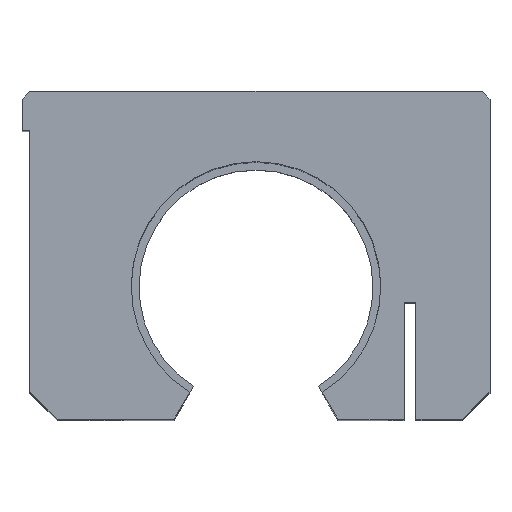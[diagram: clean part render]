
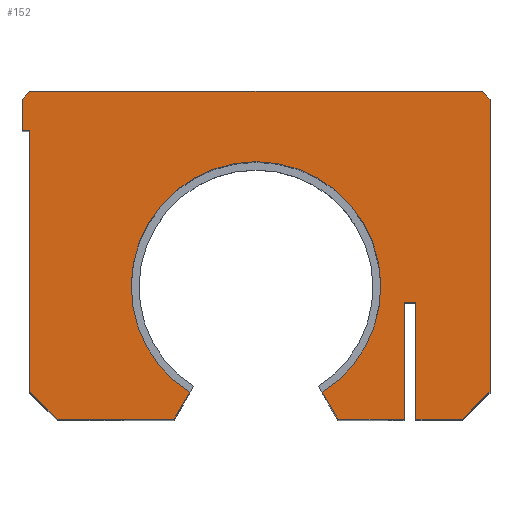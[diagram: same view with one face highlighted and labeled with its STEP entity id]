
A CAD part, top view. The second image highlights one B-rep face of the part: STEP entity #152.
In plain terms, the highlighted planar face has unit normal (0, 0, 1).
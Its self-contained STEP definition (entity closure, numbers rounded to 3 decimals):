
#152 = ADVANCED_FACE( '', ( #372 ), #373, .T. );
#372 = FACE_OUTER_BOUND( '', #661, .T. );
#373 = PLANE( '', #662 );
#661 = EDGE_LOOP( '', ( #1071, #1072, #1073, #1074, #1075, #1076, #1077, #1078, #1079, #1080, #1081, #1082, #1083, #1084, #1085, #1086, #1087, #1088 ) );
#662 = AXIS2_PLACEMENT_3D( '', #1089, #1090, #1091 );
#1071 = ORIENTED_EDGE( '', *, *, #1674, .T. );
#1072 = ORIENTED_EDGE( '', *, *, #1709, .F. );
#1073 = ORIENTED_EDGE( '', *, *, #1710, .T. );
#1074 = ORIENTED_EDGE( '', *, *, #1711, .T. );
#1075 = ORIENTED_EDGE( '', *, *, #1712, .T. );
#1076 = ORIENTED_EDGE( '', *, *, #1713, .F. );
#1077 = ORIENTED_EDGE( '', *, *, #1714, .T. );
#1078 = ORIENTED_EDGE( '', *, *, #1715, .T. );
#1079 = ORIENTED_EDGE( '', *, *, #1685, .T. );
#1080 = ORIENTED_EDGE( '', *, *, #1716, .T. );
#1081 = ORIENTED_EDGE( '', *, *, #1717, .T. );
#1082 = ORIENTED_EDGE( '', *, *, #1718, .T. );
#1083 = ORIENTED_EDGE( '', *, *, #1719, .T. );
#1084 = ORIENTED_EDGE( '', *, *, #1720, .T. );
#1085 = ORIENTED_EDGE( '', *, *, #1623, .T. );
#1086 = ORIENTED_EDGE( '', *, *, #1612, .T. );
#1087 = ORIENTED_EDGE( '', *, *, #1721, .T. );
#1088 = ORIENTED_EDGE( '', *, *, #1696, .F. );
#1089 = CARTESIAN_POINT( '', ( 0., 0., 104. ) );
#1090 = DIRECTION( '', ( 0., 0., 1. ) );
#1091 = DIRECTION( '', ( 1., 0., 0. ) );
#1612 = EDGE_CURVE( '', #1921, #1919, #1922, .T. );
#1623 = EDGE_CURVE( '', #1940, #1921, #1941, .T. );
#1674 = EDGE_CURVE( '', #2026, #2024, #2027, .T. );
#1685 = EDGE_CURVE( '', #2045, #2043, #2046, .T. );
#1696 = EDGE_CURVE( '', #2026, #2064, #2065, .T. );
#1709 = EDGE_CURVE( '', #2084, #2024, #2085, .T. );
#1710 = EDGE_CURVE( '', #2084, #2086, #2087, .T. );
#1711 = EDGE_CURVE( '', #2086, #2088, #2089, .T. );
#1712 = EDGE_CURVE( '', #2088, #2090, #2091, .T. );
#1713 = EDGE_CURVE( '', #2092, #2090, #2093, .T. );
#1714 = EDGE_CURVE( '', #2092, #2094, #2095, .T. );
#1715 = EDGE_CURVE( '', #2094, #2045, #2096, .T. );
#1716 = EDGE_CURVE( '', #2043, #2097, #2098, .T. );
#1717 = EDGE_CURVE( '', #2097, #2099, #2100, .T. );
#1718 = EDGE_CURVE( '', #2099, #2101, #2102, .T. );
#1719 = EDGE_CURVE( '', #2101, #2103, #2104, .T. );
#1720 = EDGE_CURVE( '', #2103, #1940, #2105, .T. );
#1721 = EDGE_CURVE( '', #1919, #2064, #2106, .T. );
#1919 = VERTEX_POINT( '', #2425 );
#1921 = VERTEX_POINT( '', #2428 );
#1922 = LINE( '', #2429, #2430 );
#1940 = VERTEX_POINT( '', #2454 );
#1941 = LINE( '', #2455, #2456 );
#2024 = VERTEX_POINT( '', #2666 );
#2026 = VERTEX_POINT( '', #2669 );
#2027 = CIRCLE( '', #2670, 16. );
#2043 = VERTEX_POINT( '', #2692 );
#2045 = VERTEX_POINT( '', #2695 );
#2046 = LINE( '', #2696, #2697 );
#2064 = VERTEX_POINT( '', #2718 );
#2065 = LINE( '', #2719, #2720 );
#2084 = VERTEX_POINT( '', #2747 );
#2085 = LINE( '', #2748, #2749 );
#2086 = VERTEX_POINT( '', #2750 );
#2087 = LINE( '', #2751, #2752 );
#2088 = VERTEX_POINT( '', #2753 );
#2089 = LINE( '', #2754, #2755 );
#2090 = VERTEX_POINT( '', #2756 );
#2091 = LINE( '', #2757, #2758 );
#2092 = VERTEX_POINT( '', #2759 );
#2093 = LINE( '', #2760, #2761 );
#2094 = VERTEX_POINT( '', #2762 );
#2095 = LINE( '', #2763, #2764 );
#2096 = LINE( '', #2765, #2766 );
#2097 = VERTEX_POINT( '', #2767 );
#2098 = LINE( '', #2768, #2769 );
#2099 = VERTEX_POINT( '', #2770 );
#2100 = LINE( '', #2771, #2772 );
#2101 = VERTEX_POINT( '', #2773 );
#2102 = LINE( '', #2774, #2775 );
#2103 = VERTEX_POINT( '', #2776 );
#2104 = LINE( '', #2777, #2778 );
#2105 = LINE( '', #2779, #2780 );
#2106 = LINE( '', #2781, #2782 );
#2425 = CARTESIAN_POINT( '', ( -25.5, 0., 104. ) );
#2428 = CARTESIAN_POINT( '', ( -29., 3.5, 104. ) );
#2429 = CARTESIAN_POINT( '', ( -29., 3.5, 104. ) );
#2430 = VECTOR( '', #3080, 1000. );
#2454 = CARTESIAN_POINT( '', ( -29., 37., 104. ) );
#2455 = CARTESIAN_POINT( '', ( -29., 37., 104. ) );
#2456 = VECTOR( '', #3093, 1000. );
#2666 = CARTESIAN_POINT( '', ( 8.5, 3.445, 104. ) );
#2669 = CARTESIAN_POINT( '', ( -8.5, 3.445, 104. ) );
#2670 = AXIS2_PLACEMENT_3D( '', #3164, #3165, #3166 );
#2692 = CARTESIAN_POINT( '', ( 30., 41., 104. ) );
#2695 = CARTESIAN_POINT( '', ( 30., 3.5, 104. ) );
#2696 = CARTESIAN_POINT( '', ( 30., 3.5, 104. ) );
#2697 = VECTOR( '', #3180, 1000. );
#2718 = CARTESIAN_POINT( '', ( -10.489, 0., 104. ) );
#2719 = CARTESIAN_POINT( '', ( 0., 18.167, 104. ) );
#2720 = VECTOR( '', #3199, 1000. );
#2747 = CARTESIAN_POINT( '', ( 10.489, 0., 104. ) );
#2748 = CARTESIAN_POINT( '', ( 11.066, -1., 104. ) );
#2749 = VECTOR( '', #3211, 1000. );
#2750 = CARTESIAN_POINT( '', ( 19., 0., 104. ) );
#2751 = CARTESIAN_POINT( '', ( -25.5, 0., 104. ) );
#2752 = VECTOR( '', #3212, 1000. );
#2753 = CARTESIAN_POINT( '', ( 19., 15., 104. ) );
#2754 = CARTESIAN_POINT( '', ( 19., 0., 104. ) );
#2755 = VECTOR( '', #3213, 1000. );
#2756 = CARTESIAN_POINT( '', ( 20.5, 15., 104. ) );
#2757 = CARTESIAN_POINT( '', ( 0., 15., 104. ) );
#2758 = VECTOR( '', #3214, 1000. );
#2759 = CARTESIAN_POINT( '', ( 20.5, 0., 104. ) );
#2760 = CARTESIAN_POINT( '', ( 20.5, 0., 104. ) );
#2761 = VECTOR( '', #3215, 1000. );
#2762 = CARTESIAN_POINT( '', ( 26.5, 0., 104. ) );
#2763 = CARTESIAN_POINT( '', ( -25.5, 0., 104. ) );
#2764 = VECTOR( '', #3216, 1000. );
#2765 = CARTESIAN_POINT( '', ( 26.5, 0., 104. ) );
#2766 = VECTOR( '', #3217, 1000. );
#2767 = CARTESIAN_POINT( '', ( 29., 42., 104. ) );
#2768 = CARTESIAN_POINT( '', ( 30., 41., 104. ) );
#2769 = VECTOR( '', #3218, 1000. );
#2770 = CARTESIAN_POINT( '', ( -29., 42., 104. ) );
#2771 = CARTESIAN_POINT( '', ( 29., 42., 104. ) );
#2772 = VECTOR( '', #3219, 1000. );
#2773 = CARTESIAN_POINT( '', ( -30., 41., 104. ) );
#2774 = CARTESIAN_POINT( '', ( -29., 42., 104. ) );
#2775 = VECTOR( '', #3220, 1000. );
#2776 = CARTESIAN_POINT( '', ( -30., 37., 104. ) );
#2777 = CARTESIAN_POINT( '', ( -30., 41., 104. ) );
#2778 = VECTOR( '', #3221, 1000. );
#2779 = CARTESIAN_POINT( '', ( -30., 37., 104. ) );
#2780 = VECTOR( '', #3222, 1000. );
#2781 = CARTESIAN_POINT( '', ( -25.5, 0., 104. ) );
#2782 = VECTOR( '', #3223, 1000. );
#3080 = DIRECTION( '', ( 0.707, -0.707, 0. ) );
#3093 = DIRECTION( '', ( 0., -1., 0. ) );
#3164 = CARTESIAN_POINT( '', ( 0., 17., 104. ) );
#3165 = DIRECTION( '', ( 0., 0., -1. ) );
#3166 = DIRECTION( '', ( -1., 0., 0. ) );
#3180 = DIRECTION( '', ( 0., 1., 0. ) );
#3199 = DIRECTION( '', ( -0.5, -0.866, 0. ) );
#3211 = DIRECTION( '', ( -0.5, 0.866, 0. ) );
#3212 = DIRECTION( '', ( 1., 0., 0. ) );
#3213 = DIRECTION( '', ( 0., 1., 0. ) );
#3214 = DIRECTION( '', ( 1., 0., 0. ) );
#3215 = DIRECTION( '', ( 0., 1., 0. ) );
#3216 = DIRECTION( '', ( 1., 0., 0. ) );
#3217 = DIRECTION( '', ( 0.707, 0.707, 0. ) );
#3218 = DIRECTION( '', ( -0.707, 0.707, 0. ) );
#3219 = DIRECTION( '', ( -1., 0., 0. ) );
#3220 = DIRECTION( '', ( -0.707, -0.707, 0. ) );
#3221 = DIRECTION( '', ( 0., -1., 0. ) );
#3222 = DIRECTION( '', ( 1., 0., 0. ) );
#3223 = DIRECTION( '', ( 1., 0., 0. ) );
